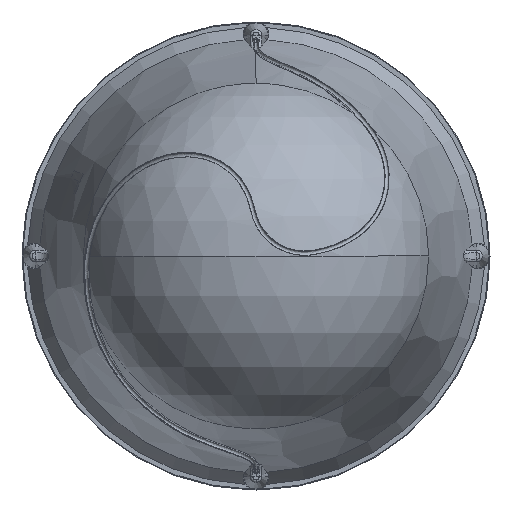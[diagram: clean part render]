
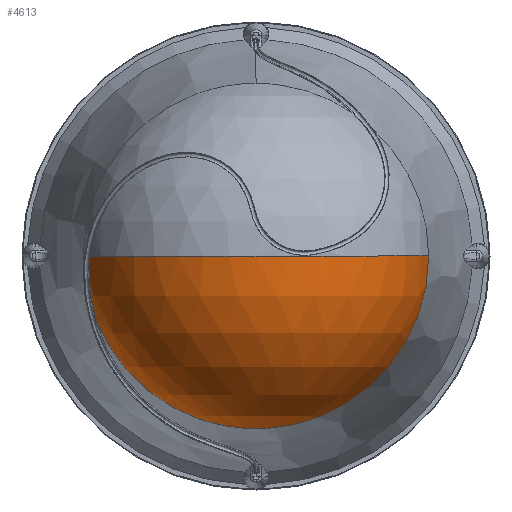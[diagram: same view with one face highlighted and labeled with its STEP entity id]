
A CAD part, front view. The second image highlights one B-rep face of the part: STEP entity #4613.
In plain terms, the highlighted spherical face has radius 66.374 mm.
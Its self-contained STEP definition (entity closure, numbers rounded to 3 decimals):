
#342 = ORIENTED_EDGE ( 'NONE', *, *, #4301, .T. ) ;
#463 = DIRECTION ( 'NONE',  ( 0., 0., 1. ) ) ;
#1276 = ORIENTED_EDGE ( 'NONE', *, *, #11829, .F. ) ;
#2114 = EDGE_CURVE ( 'NONE', #4683, #10790, #5231, .T. ) ;
#2239 = DIRECTION ( 'NONE',  ( 1., 0., 0. ) ) ;
#2329 = CARTESIAN_POINT ( 'NONE',  ( -62.093, -90.779, -16.134 ) ) ;
#2878 = DIRECTION ( 'NONE',  ( 0., 1., 0. ) ) ;
#2906 = CARTESIAN_POINT ( 'NONE',  ( 64.924, -87.426, 0. ) ) ;
#3210 = CARTESIAN_POINT ( 'NONE',  ( -62.708, -95.39, -2.006 ) ) ;
#3687 = DIRECTION ( 'NONE',  ( 0., 0., 1. ) ) ;
#3699 = ORIENTED_EDGE ( 'NONE', *, *, #7950, .T. ) ;
#3885 = DIRECTION ( 'NONE',  ( 0., 0., 1. ) ) ;
#4301 = EDGE_CURVE ( 'NONE', #11952, #10790, #7277, .T. ) ;
#4371 = DIRECTION ( 'NONE',  ( 0., 0., -1. ) ) ;
#4462 = DIRECTION ( 'NONE',  ( -1., 0., 0. ) ) ;
#4613 = ADVANCED_FACE ( 'NONE', ( #5631 ), #6936, .T. ) ;
#4683 = VERTEX_POINT ( 'NONE', #2906 ) ;
#5101 = CARTESIAN_POINT ( 'NONE',  ( -60.414, -87.426, -23.776 ) ) ;
#5143 = CARTESIAN_POINT ( 'NONE',  ( -62.806, -93.537, -8.098 ) ) ;
#5231 = CIRCLE ( 'NONE', #9859, 64.924 ) ;
#5353 = VERTEX_POINT ( 'NONE', #11081 ) ;
#5550 = CARTESIAN_POINT ( 'NONE',  ( -62.477, -96.035, 0. ) ) ;
#5631 = FACE_OUTER_BOUND ( 'NONE', #6972, .T. ) ;
#5973 = CARTESIAN_POINT ( 'NONE',  ( -62.714, -92.888, -10.128 ) ) ;
#6134 = CIRCLE ( 'NONE', #9939, 66.374 ) ;
#6917 = CARTESIAN_POINT ( 'NONE',  ( -62.817, -94.787, -4.036 ) ) ;
#6936 = SPHERICAL_SURFACE ( 'NONE', #6941, 66.374 ) ;
#6941 = AXIS2_PLACEMENT_3D ( 'NONE', #9099, #3687, #8256 ) ;
#6972 = EDGE_LOOP ( 'NONE', ( #1276, #3699, #342, #10230 ) ) ;
#7277 = B_SPLINE_CURVE_WITH_KNOTS ( 'NONE', 3,
 ( #8753, #3210, #6917, #9682, #5143, #5973, #11562, #7856, #2329, #9717, #10645, #5101 ),
 .UNSPECIFIED., .F., .F.,
 ( 4, 2, 2, 2, 2, 4 ),
 ( 0.21, 0.216, 0.219, 0.222, 0.228, 0.235 ),
 .UNSPECIFIED. ) ;
#7856 = CARTESIAN_POINT ( 'NONE',  ( -62.368, -91.512, -14.156 ) ) ;
#7950 = EDGE_CURVE ( 'NONE', #5353, #11952, #6134, .T. ) ;
#8107 = CARTESIAN_POINT ( 'NONE',  ( 0., -73.626, 0. ) ) ;
#8256 = DIRECTION ( 'NONE',  ( -1., 0., 0. ) ) ;
#8474 = AXIS2_PLACEMENT_3D ( 'NONE', #11593, #463, #2239 ) ;
#8753 = CARTESIAN_POINT ( 'NONE',  ( -62.477, -96.035, 0. ) ) ;
#9099 = CARTESIAN_POINT ( 'NONE',  ( 0., -73.626, 0. ) ) ;
#9435 = CARTESIAN_POINT ( 'NONE',  ( 0., -87.426, 0. ) ) ;
#9682 = CARTESIAN_POINT ( 'NONE',  ( -62.828, -93.852, -7.082 ) ) ;
#9717 = CARTESIAN_POINT ( 'NONE',  ( -61.373, -89.206, -20.017 ) ) ;
#9859 = AXIS2_PLACEMENT_3D ( 'NONE', #9435, #2878, #3885 ) ;
#9939 = AXIS2_PLACEMENT_3D ( 'NONE', #8107, #4371, #4462 ) ;
#10132 = CIRCLE ( 'NONE', #8474, 66.374 ) ;
#10230 = ORIENTED_EDGE ( 'NONE', *, *, #2114, .F. ) ;
#10645 = CARTESIAN_POINT ( 'NONE',  ( -60.929, -88.364, -21.922 ) ) ;
#10790 = VERTEX_POINT ( 'NONE', #10885 ) ;
#10885 = CARTESIAN_POINT ( 'NONE',  ( -60.414, -87.426, -23.776 ) ) ;
#11081 = CARTESIAN_POINT ( 'NONE',  ( 0., -140., 0. ) ) ;
#11562 = CARTESIAN_POINT ( 'NONE',  ( -62.645, -92.552, -11.142 ) ) ;
#11593 = CARTESIAN_POINT ( 'NONE',  ( 0., -73.626, 0. ) ) ;
#11829 = EDGE_CURVE ( 'NONE', #5353, #4683, #10132, .T. ) ;
#11952 = VERTEX_POINT ( 'NONE', #5550 ) ;
